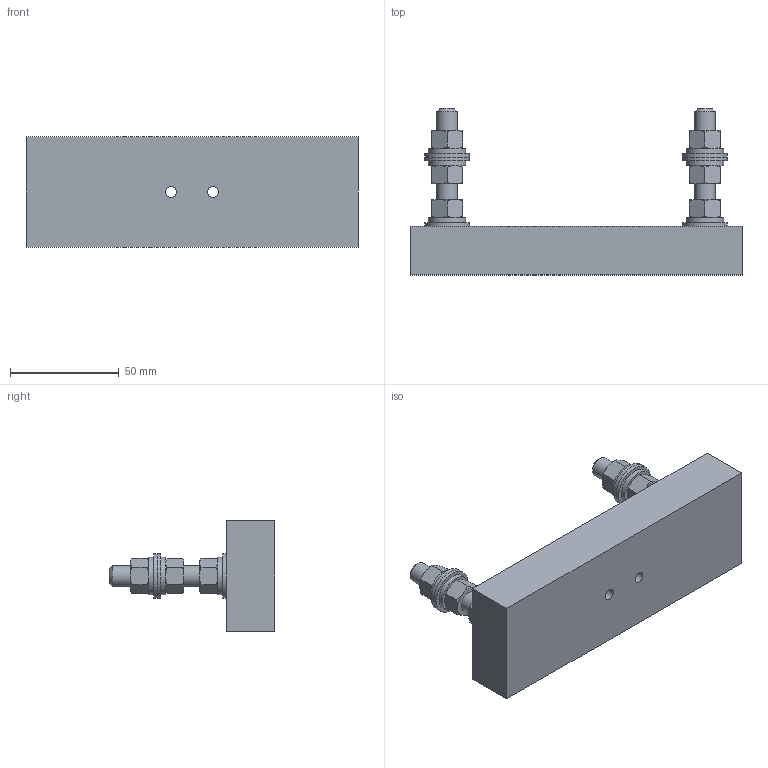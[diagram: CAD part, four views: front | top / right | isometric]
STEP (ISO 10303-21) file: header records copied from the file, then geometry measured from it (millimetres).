
FILE_DESCRIPTION (( 'STEP AP214' ), '1' );
FILE_NAME ('701332revO.STEP', '2017-04-05T13:01:49', ( '' ), ( '' ), 'SwSTEP 2.0', 'SolidWorks 2016', '' );
FILE_SCHEMA (( 'AUTOMOTIVE_DESIGN' ));
Length unit declared in the file: inch
Products named in the file (1): 701332revO
Bounding box: 152.4 x 76.2 x 50.8 mm (x, y, z)
Surface area: 37484.9 mm2 (no closed solid volume)
Topology: 0 solids, 21 shells, 152 faces, 372 edges, 242 vertices
Faces by surface type: plane 78, cone 56, cylinder 18
Full cylindrical faces by diameter (mm): 5.105 x2, 9.525 x2, 12.7 x2, 20.625 x6
Entity records: 6997 total; most frequent: CARTESIAN_POINT 1741, DIRECTION 646, ORIENTED_EDGE 586, EDGE_CURVE 352, AXIS2_PLACEMENT_3D 275, VERTEX_POINT 238, EDGE_LOOP 190, FACE_OUTER_BOUND 164
